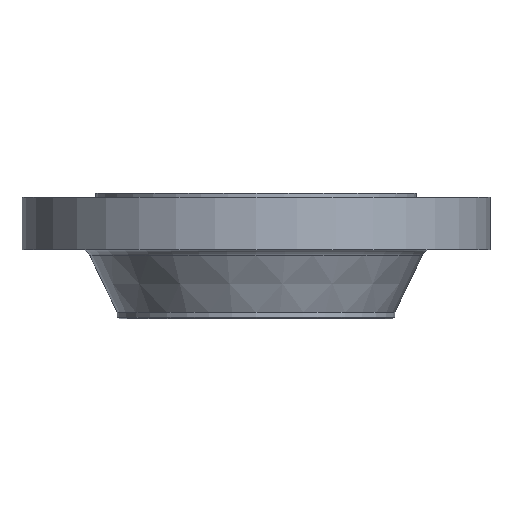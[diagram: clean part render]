
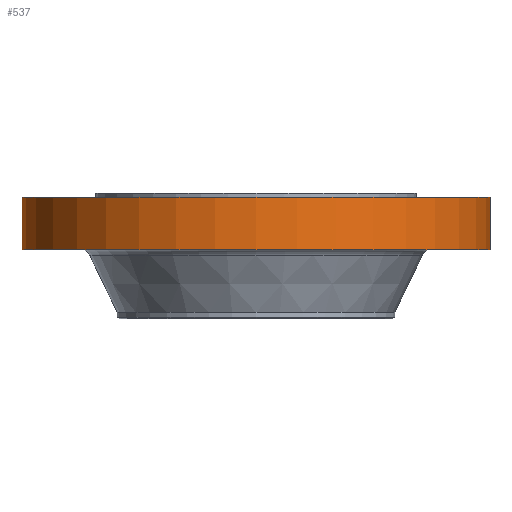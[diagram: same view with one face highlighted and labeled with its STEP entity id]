
A CAD part, front view. The second image highlights one B-rep face of the part: STEP entity #537.
In plain terms, the highlighted cylindrical face has radius 342.9 mm (diameter 685.8 mm), a partial arc.
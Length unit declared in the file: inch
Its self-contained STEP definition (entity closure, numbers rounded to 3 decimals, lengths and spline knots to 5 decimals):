
#148 = DIRECTION ( 'NONE',  ( 1., 0., 0. ) ) ;
#178 = CARTESIAN_POINT ( 'NONE',  ( 0., 0., -3.25 ) ) ;
#186 = EDGE_CURVE ( 'NONE', #1799, #843, #656, .T. ) ;
#192 = DIRECTION ( 'NONE',  ( 0., 0., 1. ) ) ;
#252 = AXIS2_PLACEMENT_3D ( 'NONE', #1243, #311, #1085 ) ;
#311 = DIRECTION ( 'NONE',  ( 0., 0., 1. ) ) ;
#448 = CARTESIAN_POINT ( 'NONE',  ( 0., 0., 0. ) ) ;
#527 = DIRECTION ( 'NONE',  ( 0., 0., 1. ) ) ;
#537 = ADVANCED_FACE ( 'NONE', ( #609 ), #1232, .T. ) ;
#563 = VECTOR ( 'NONE', #527, 39.37008 ) ;
#567 = EDGE_CURVE ( 'NONE', #1799, #1014, #1262, .T. ) ;
#586 = EDGE_LOOP ( 'NONE', ( #1128, #679, #1606, #1970 ) ) ;
#608 = CIRCLE ( 'NONE', #252, 13.5 ) ;
#609 = FACE_OUTER_BOUND ( 'NONE', #586, .T. ) ;
#618 = EDGE_CURVE ( 'NONE', #1014, #1964, #1577, .T. ) ;
#656 = LINE ( 'NONE', #1905, #563 ) ;
#679 = ORIENTED_EDGE ( 'NONE', *, *, #567, .T. ) ;
#817 = DIRECTION ( 'NONE',  ( 1., 0., 0. ) ) ;
#843 = VERTEX_POINT ( 'NONE', #1401 ) ;
#868 = AXIS2_PLACEMENT_3D ( 'NONE', #178, #192, #817 ) ;
#952 = CARTESIAN_POINT ( 'NONE',  ( 13.5, 0., -0.25 ) ) ;
#991 = CARTESIAN_POINT ( 'NONE',  ( 13.5, 0., 0. ) ) ;
#1014 = VERTEX_POINT ( 'NONE', #1796 ) ;
#1085 = DIRECTION ( 'NONE',  ( 1., 0., 0. ) ) ;
#1128 = ORIENTED_EDGE ( 'NONE', *, *, #186, .F. ) ;
#1232 = CYLINDRICAL_SURFACE ( 'NONE', #1455, 13.5 ) ;
#1243 = CARTESIAN_POINT ( 'NONE',  ( 0., 0., -0.25 ) ) ;
#1251 = DIRECTION ( 'NONE',  ( 0., 0., 1. ) ) ;
#1262 = CIRCLE ( 'NONE', #868, 13.5 ) ;
#1401 = CARTESIAN_POINT ( 'NONE',  ( -13.5, 0., -0.25 ) ) ;
#1455 = AXIS2_PLACEMENT_3D ( 'NONE', #448, #1251, #148 ) ;
#1489 = CARTESIAN_POINT ( 'NONE',  ( -13.5, 0., -3.25 ) ) ;
#1577 = LINE ( 'NONE', #991, #1615 ) ;
#1606 = ORIENTED_EDGE ( 'NONE', *, *, #618, .T. ) ;
#1615 = VECTOR ( 'NONE', #1772, 39.37008 ) ;
#1772 = DIRECTION ( 'NONE',  ( 0., 0., 1. ) ) ;
#1796 = CARTESIAN_POINT ( 'NONE',  ( 13.5, 0., -3.25 ) ) ;
#1799 = VERTEX_POINT ( 'NONE', #1489 ) ;
#1905 = CARTESIAN_POINT ( 'NONE',  ( -13.5, 0., 0. ) ) ;
#1949 = EDGE_CURVE ( 'NONE', #843, #1964, #608, .T. ) ;
#1964 = VERTEX_POINT ( 'NONE', #952 ) ;
#1970 = ORIENTED_EDGE ( 'NONE', *, *, #1949, .F. ) ;
